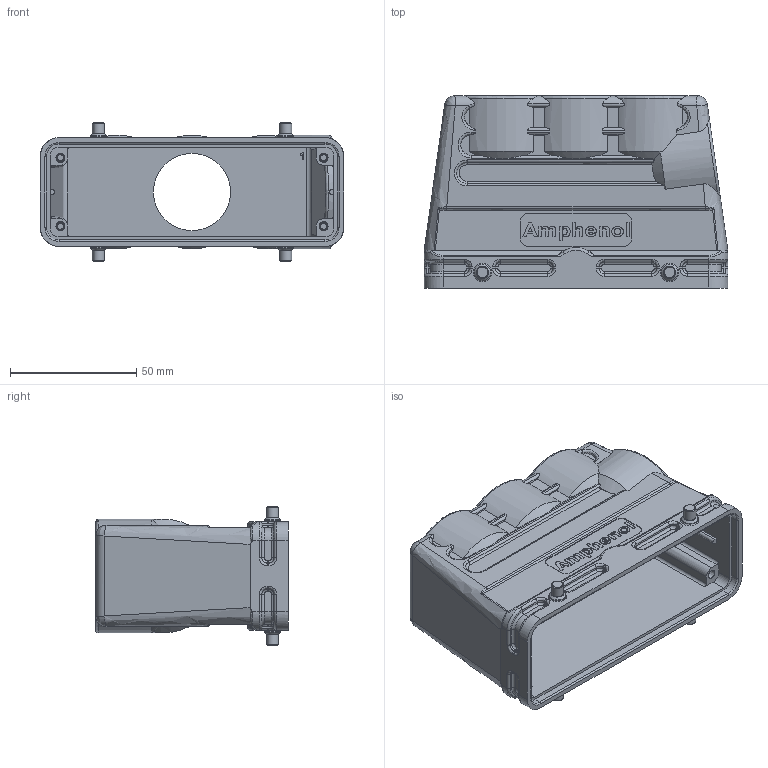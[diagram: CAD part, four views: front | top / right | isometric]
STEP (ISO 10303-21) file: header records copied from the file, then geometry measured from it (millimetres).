
FILE_DESCRIPTION(/* description */ (''),/* implementation_level */ '2;1');
FILE_NAME(/* name */ 'c146 11r024 600 8nxm001-05.stp',/* time_stamp */ '2018-03-12T13:54:30+01:00',/* author */ (''),/* organization */ (''),/* preprocessor_version */ 'ST-DEVELOPER v16',/* originating_system */ 'SIEMENS PLM Software NX 11.0',/* authorisation */ '');
FILE_SCHEMA (('AP203_CONFIGURATION_CONTROLLED_3D_DESIGN_OF_MECHANICAL_PARTS_AND_ASSEMBLIES_MIM_LF { 1 0 10303 403 2 1 2}'));
Length unit declared in the file: millimetre
Products named in the file (1): c146 11r024 600 8nxm001-05
Bounding box: 120.01 x 76 x 55 mm (x, y, z)
Volume: 77251.9 mm3; surface area: 52883.6 mm2
Topology: 1 solids, 5 shells, 762 faces, 1910 edges, 1180 vertices
Faces by surface type: plane 231, cylinder 206, bspline 196, extrusion 68, cone 53, torus 8
Full cylindrical faces by diameter (mm): 2.7 x4, 4.8 x4, 6.5 x4, 30.5 x1
Entity records: 33047 total; most frequent: CARTESIAN_POINT 11268, ORIENTED_EDGE 3686, DIRECTION 2995, EDGE_CURVE 1843, VERTEX_POINT 1171, AXIS2_PLACEMENT_3D 1074, VECTOR 847, EDGE_LOOP 840
